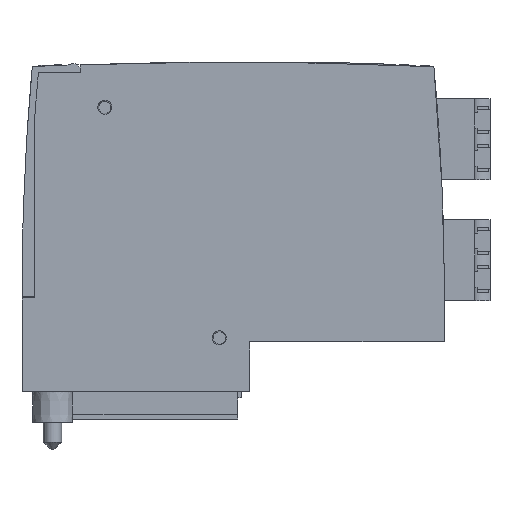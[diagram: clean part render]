
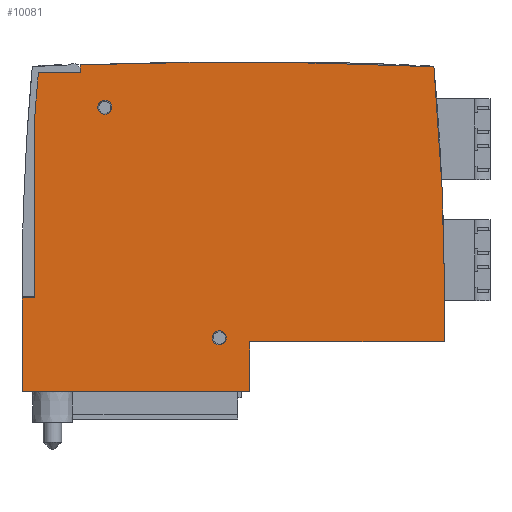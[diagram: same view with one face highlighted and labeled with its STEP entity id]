
A CAD part, left-side view. The second image highlights one B-rep face of the part: STEP entity #10081.
In plain terms, the highlighted planar face has unit normal (-1, 0, 0).
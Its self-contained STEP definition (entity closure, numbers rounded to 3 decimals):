
#7369=B_SPLINE_CURVE_WITH_KNOTS('',3,(#55681,#55682,#55683,#55684,#55685,
#55686,#55687,#55688,#55689,#55690,#55691,#55692,#55693,#55694,#55695,#55696,
#55697,#55698,#55699,#55700,#55701,#55702),.UNSPECIFIED.,.F.,.F.,(4,1,1,
1,1,1,1,1,1,1,1,1,1,1,1,1,1,1,1,4),(0.,0.047,0.126,
0.209,0.297,0.402,0.481,
0.596,0.691,0.739,0.77,
0.791,0.803,0.815,0.838,
0.861,0.902,0.935,0.969,
1.),.UNSPECIFIED.);
#8234=FACE_BOUND('',#14164,.T.);
#8235=FACE_BOUND('',#14165,.T.);
#8236=FACE_BOUND('',#14166,.T.);
#8572=PLANE('',#43044);
#10081=ADVANCED_FACE('',(#8234,#8235,#8236),#8572,.F.);
#14164=EDGE_LOOP('',(#23805));
#14165=EDGE_LOOP('',(#23806,#23807,#23808,#23809,#23810,#23811,#23812,#23813,
#23814,#23815,#23816));
#14166=EDGE_LOOP('',(#23817));
#16343=LINE('',#55176,#19810);
#16349=LINE('',#55187,#19816);
#16573=LINE('',#56265,#20041);
#16574=LINE('',#56268,#20042);
#16575=LINE('',#56271,#20043);
#16576=LINE('',#56273,#20044);
#16577=LINE('',#56275,#20045);
#16578=LINE('',#56277,#20046);
#19810=VECTOR('',#45892,1.);
#19816=VECTOR('',#45900,1.);
#20041=VECTOR('',#46265,1.);
#20042=VECTOR('',#46268,1.);
#20043=VECTOR('',#46271,1.);
#20044=VECTOR('',#46272,1.);
#20045=VECTOR('',#46273,1.);
#20046=VECTOR('',#46274,1.);
#23805=ORIENTED_EDGE('',*,*,#36545,.F.);
#23806=ORIENTED_EDGE('',*,*,#36555,.F.);
#23807=ORIENTED_EDGE('',*,*,#36415,.F.);
#23808=ORIENTED_EDGE('',*,*,#36556,.F.);
#23809=ORIENTED_EDGE('',*,*,#36272,.F.);
#23810=ORIENTED_EDGE('',*,*,#36557,.F.);
#23811=ORIENTED_EDGE('',*,*,#36558,.F.);
#23812=ORIENTED_EDGE('',*,*,#36266,.F.);
#23813=ORIENTED_EDGE('',*,*,#36559,.F.);
#23814=ORIENTED_EDGE('',*,*,#36560,.F.);
#23815=ORIENTED_EDGE('',*,*,#36561,.F.);
#23816=ORIENTED_EDGE('',*,*,#36562,.F.);
#23817=ORIENTED_EDGE('',*,*,#36563,.F.);
#33109=VERTEX_POINT('',#55175);
#33110=VERTEX_POINT('',#55177);
#33113=VERTEX_POINT('',#55186);
#33114=VERTEX_POINT('',#55188);
#33238=VERTEX_POINT('',#55680);
#33239=VERTEX_POINT('',#55703);
#33341=VERTEX_POINT('',#56248);
#33345=VERTEX_POINT('',#56266);
#33346=VERTEX_POINT('',#56269);
#33347=VERTEX_POINT('',#56272);
#33348=VERTEX_POINT('',#56274);
#33349=VERTEX_POINT('',#56276);
#33350=VERTEX_POINT('',#56279);
#36266=EDGE_CURVE('',#33109,#33110,#16343,.T.);
#36272=EDGE_CURVE('',#33113,#33114,#16349,.T.);
#36415=EDGE_CURVE('',#33238,#33239,#7369,.T.);
#36545=EDGE_CURVE('',#33341,#33341,#41017,.T.);
#36555=EDGE_CURVE('',#33239,#33345,#16573,.T.);
#36556=EDGE_CURVE('',#33114,#33238,#41019,.T.);
#36557=EDGE_CURVE('',#33346,#33113,#16574,.T.);
#36558=EDGE_CURVE('',#33110,#33346,#41020,.T.);
#36559=EDGE_CURVE('',#33347,#33109,#16575,.T.);
#36560=EDGE_CURVE('',#33348,#33347,#16576,.T.);
#36561=EDGE_CURVE('',#33349,#33348,#16577,.T.);
#36562=EDGE_CURVE('',#33345,#33349,#16578,.T.);
#36563=EDGE_CURVE('',#33350,#33350,#41021,.T.);
#41017=CIRCLE('',#43035,1.155);
#41019=CIRCLE('',#43041,750.);
#41020=CIRCLE('',#43042,390.4);
#41021=CIRCLE('',#43043,1.155);
#43035=AXIS2_PLACEMENT_3D('',#56247,#46245,#46246);
#43041=AXIS2_PLACEMENT_3D('',#56267,#46266,#46267);
#43042=AXIS2_PLACEMENT_3D('',#56270,#46269,#46270);
#43043=AXIS2_PLACEMENT_3D('',#56278,#46275,#46276);
#43044=AXIS2_PLACEMENT_3D('',#56280,#46277,#46278);
#45892=DIRECTION('',(0.,0.,1.));
#45900=DIRECTION('',(0.,0.,1.));
#46245=DIRECTION('',(-1.,0.,0.));
#46246=DIRECTION('',(0.,0.,-1.));
#46265=DIRECTION('',(0.,1.,0.));
#46266=DIRECTION('',(1.,0.,0.));
#46267=DIRECTION('',(0.,-0.02,1.));
#46268=DIRECTION('',(0.,-1.,0.));
#46269=DIRECTION('',(1.,0.,0.));
#46270=DIRECTION('',(0.,0.997,0.072));
#46271=DIRECTION('',(0.,-1.,0.));
#46272=DIRECTION('',(0.,0.,1.));
#46273=DIRECTION('',(0.,1.,0.));
#46274=DIRECTION('',(0.,0.,-1.));
#46275=DIRECTION('',(-1.,0.,0.));
#46276=DIRECTION('',(0.,0.,-1.));
#46277=DIRECTION('',(1.,0.,0.));
#46278=DIRECTION('',(0.,0.,-1.));
#55175=CARTESIAN_POINT('',(-30.1,35.2,28.3));
#55176=CARTESIAN_POINT('',(-30.1,35.2,28.3));
#55177=CARTESIAN_POINT('',(-30.1,35.2,58.025));
#55186=CARTESIAN_POINT('',(-30.1,27.754,65.299));
#55187=CARTESIAN_POINT('',(-30.1,27.754,65.299));
#55188=CARTESIAN_POINT('',(-30.1,27.754,66.591));
#55680=CARTESIAN_POINT('',(-30.1,-30.317,66.26));
#55681=CARTESIAN_POINT('',(-30.1,-30.317,66.26));
#55682=CARTESIAN_POINT('',(-30.1,-30.383,65.551));
#55683=CARTESIAN_POINT('',(-30.1,-30.553,63.666));
#55684=CARTESIAN_POINT('',(-30.1,-30.814,60.529));
#55685=CARTESIAN_POINT('',(-30.1,-31.089,56.782));
#55686=CARTESIAN_POINT('',(-30.1,-31.353,52.632));
#55687=CARTESIAN_POINT('',(-30.1,-31.568,48.537));
#55688=CARTESIAN_POINT('',(-30.1,-31.757,44.033));
#55689=CARTESIAN_POINT('',(-30.1,-31.89,39.673));
#55690=CARTESIAN_POINT('',(-30.1,-31.962,35.79));
#55691=CARTESIAN_POINT('',(-30.1,-31.989,33.162));
#55692=CARTESIAN_POINT('',(-30.1,-31.997,31.656));
#55693=CARTESIAN_POINT('',(-30.1,-32.,30.683));
#55694=CARTESIAN_POINT('',(-30.1,-32.,30.003));
#55695=CARTESIAN_POINT('',(-30.1,-32.,29.291));
#55696=CARTESIAN_POINT('',(-30.1,-32.,28.416));
#55697=CARTESIAN_POINT('',(-30.1,-32.,27.114));
#55698=CARTESIAN_POINT('',(-30.1,-32.,25.65));
#55699=CARTESIAN_POINT('',(-30.1,-32.,24.025));
#55700=CARTESIAN_POINT('',(-30.1,-32.,22.541));
#55701=CARTESIAN_POINT('',(-30.1,-32.,21.566));
#55702=CARTESIAN_POINT('',(-30.1,-32.,21.1));
#55703=CARTESIAN_POINT('',(-30.1,-32.,21.1));
#56247=CARTESIAN_POINT('',(-30.1,4.9,21.75));
#56248=CARTESIAN_POINT('',(-30.1,4.9,20.595));
#56265=CARTESIAN_POINT('',(-30.1,-32.,21.1));
#56266=CARTESIAN_POINT('',(-30.1,-0.1,21.1));
#56267=CARTESIAN_POINT('',(-30.1,3.,-683.));
#56268=CARTESIAN_POINT('',(-30.1,34.61,65.299));
#56269=CARTESIAN_POINT('',(-30.1,34.61,65.299));
#56270=CARTESIAN_POINT('',(-30.1,-354.2,30.1));
#56271=CARTESIAN_POINT('',(-30.1,37.3,28.3));
#56272=CARTESIAN_POINT('',(-30.1,37.3,28.3));
#56273=CARTESIAN_POINT('',(-30.1,37.3,12.9));
#56274=CARTESIAN_POINT('',(-30.1,37.3,12.9));
#56275=CARTESIAN_POINT('',(-30.1,-0.1,12.9));
#56276=CARTESIAN_POINT('',(-30.1,-0.1,12.9));
#56277=CARTESIAN_POINT('',(-30.1,-0.1,21.1));
#56278=CARTESIAN_POINT('',(-30.1,23.7,59.6));
#56279=CARTESIAN_POINT('',(-30.1,23.7,58.445));
#56280=CARTESIAN_POINT('',(-30.1,-354.2,30.1));
